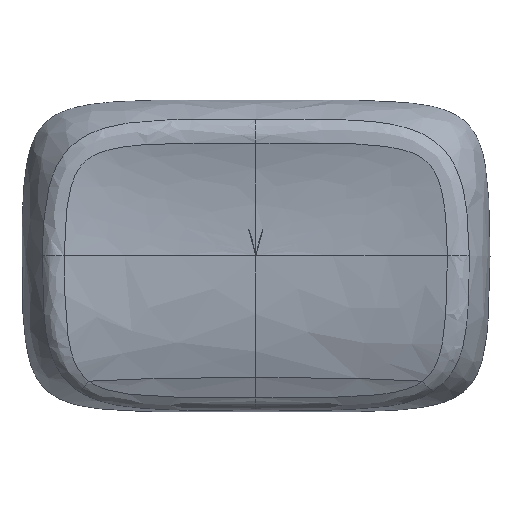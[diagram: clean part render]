
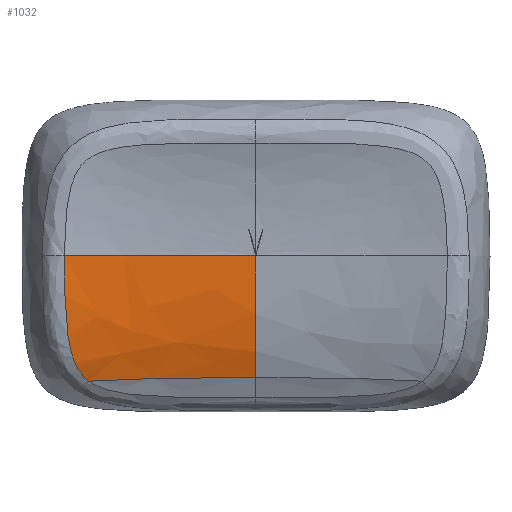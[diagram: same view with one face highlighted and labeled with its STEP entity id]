
A CAD part, top view. The second image highlights one B-rep face of the part: STEP entity #1032.
In plain terms, the highlighted free-form (B-spline) face has degree [3, 3] with [6, 5] control points.
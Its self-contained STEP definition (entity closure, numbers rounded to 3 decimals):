
#18=(
BOUNDED_CURVE()
B_SPLINE_CURVE(5,(#5195,#5196,#5197,#5198,#5199,#5200,#5201,#5202,#5203,
#5204),.UNSPECIFIED.,.F.,.F.)
B_SPLINE_CURVE_WITH_KNOTS((6,1,1,1,1,6),(0.103,0.2,0.4,0.6,
0.8,1.),.UNSPECIFIED.)
CURVE()
GEOMETRIC_REPRESENTATION_ITEM()
RATIONAL_B_SPLINE_CURVE((1.,1.,1.,1.,1.,1.,1.,1.,1.,1.))
REPRESENTATION_ITEM('')
);
#19=(
BOUNDED_CURVE()
B_SPLINE_CURVE(5,(#6136,#6137,#6138,#6139,#6140,#6141,#6142,#6143,#6144),
 .UNSPECIFIED.,.F.,.F.)
B_SPLINE_CURVE_WITH_KNOTS((6,1,1,1,6),(0.285,0.4,0.6,0.8,1.),
 .UNSPECIFIED.)
CURVE()
GEOMETRIC_REPRESENTATION_ITEM()
RATIONAL_B_SPLINE_CURVE((1.,1.,1.,1.,1.,1.,1.,1.,1.))
REPRESENTATION_ITEM('')
);
#36=B_SPLINE_SURFACE_WITH_KNOTS('',3,3,((#6145,#6146,#6147,#6148,#6149),
(#6150,#6151,#6152,#6153,#6154),(#6155,#6156,#6157,#6158,#6159),(#6160,
#6161,#6162,#6163,#6164),(#6165,#6166,#6167,#6168,#6169),(#6170,#6171,#6172,
#6173,#6174)),.UNSPECIFIED.,.F.,.F.,.F.,(4,1,1,4),(4,1,4),(0.103,
0.487,0.744,1.),(0.,0.571,
1.),.UNSPECIFIED.);
#77=B_SPLINE_CURVE_WITH_KNOTS('',3,(#4634,#4635,#4636,#4637,#4638,#4639,
#4640,#4641),.UNSPECIFIED.,.F.,.F.,(4,1,1,1,1,4),(0.,0.104,
0.209,0.313,0.522,0.73),
 .UNSPECIFIED.);
#88=B_SPLINE_CURVE_WITH_KNOTS('',3,(#5071,#5072,#5073,#5074,#5075),
 .UNSPECIFIED.,.F.,.F.,(4,1,4),(0.,0.571,1.),.UNSPECIFIED.);
#173=FACE_OUTER_BOUND('',#232,.T.);
#232=EDGE_LOOP('',(#956,#957,#958,#959));
#459=VERTEX_POINT('',#4205);
#472=VERTEX_POINT('',#4555);
#485=VERTEX_POINT('',#5059);
#486=VERTEX_POINT('',#5070);
#624=EDGE_CURVE('',#472,#459,#77,.T.);
#636=EDGE_CURVE('',#485,#486,#88,.T.);
#639=EDGE_CURVE('',#459,#485,#18,.T.);
#645=EDGE_CURVE('',#472,#486,#19,.T.);
#956=ORIENTED_EDGE('',*,*,#624,.F.);
#957=ORIENTED_EDGE('',*,*,#645,.T.);
#958=ORIENTED_EDGE('',*,*,#636,.F.);
#959=ORIENTED_EDGE('',*,*,#639,.F.);
#1032=ADVANCED_FACE('',(#173),#36,.F.);
#4205=CARTESIAN_POINT('',(-11.041,0.,5.644));
#4555=CARTESIAN_POINT('',(-9.614,-7.218,4.342));
#4634=CARTESIAN_POINT('Ctrl Pts',(-9.614,-7.218,4.342));
#4635=CARTESIAN_POINT('Ctrl Pts',(-9.878,-7.008,4.472));
#4636=CARTESIAN_POINT('Ctrl Pts',(-10.336,-6.476,4.751));
#4637=CARTESIAN_POINT('Ctrl Pts',(-10.692,-5.443,5.104));
#4638=CARTESIAN_POINT('Ctrl Pts',(-10.922,-3.984,5.429));
#4639=CARTESIAN_POINT('Ctrl Pts',(-11.017,-2.139,5.614));
#4640=CARTESIAN_POINT('Ctrl Pts',(-11.041,-0.711,5.644));
#4641=CARTESIAN_POINT('Ctrl Pts',(-11.041,0.,
5.644));
#5059=CARTESIAN_POINT('',(0.,0.,4.8));
#5070=CARTESIAN_POINT('',(0.,-7.,3.8));
#5071=CARTESIAN_POINT('Ctrl Pts',(0.,0.,
4.8));
#5072=CARTESIAN_POINT('Ctrl Pts',(0.,-2.41,
4.8));
#5073=CARTESIAN_POINT('Ctrl Pts',(0.,-4.95,
4.503));
#5074=CARTESIAN_POINT('Ctrl Pts',(0.,-6.448,
4.022));
#5075=CARTESIAN_POINT('Ctrl Pts',(0.,-7.,
3.8));
#5195=CARTESIAN_POINT('Ctrl Pts',(-11.041,0.,
5.644));
#5196=CARTESIAN_POINT('Ctrl Pts',(-10.9,0.,
5.615));
#5197=CARTESIAN_POINT('Ctrl Pts',(-10.462,0.,
5.527));
#5198=CARTESIAN_POINT('Ctrl Pts',(-9.682,0.,
5.386));
#5199=CARTESIAN_POINT('Ctrl Pts',(-8.468,0.,
5.201));
#5200=CARTESIAN_POINT('Ctrl Pts',(-6.607,0.,
4.995));
#5201=CARTESIAN_POINT('Ctrl Pts',(-4.452,0.,
4.864));
#5202=CARTESIAN_POINT('Ctrl Pts',(-2.415,0.,
4.812));
#5203=CARTESIAN_POINT('Ctrl Pts',(-0.841,0.,
4.8));
#5204=CARTESIAN_POINT('Ctrl Pts',(0.,0.,
4.8));
#6136=CARTESIAN_POINT('Ctrl Pts',(-9.614,-7.218,4.342));
#6137=CARTESIAN_POINT('Ctrl Pts',(-9.419,-7.206,4.313));
#6138=CARTESIAN_POINT('Ctrl Pts',(-8.872,-7.175,4.236));
#6139=CARTESIAN_POINT('Ctrl Pts',(-7.908,-7.127,4.115));
#6140=CARTESIAN_POINT('Ctrl Pts',(-6.378,-7.067,3.968));
#6141=CARTESIAN_POINT('Ctrl Pts',(-4.452,-7.024,3.86));
#6142=CARTESIAN_POINT('Ctrl Pts',(-2.415,-7.004,3.811));
#6143=CARTESIAN_POINT('Ctrl Pts',(-0.841,-7.,
3.8));
#6144=CARTESIAN_POINT('Ctrl Pts',(0.,-7.,
3.8));
#6145=CARTESIAN_POINT('Ctrl Pts',(-11.041,0.,
5.644));
#6146=CARTESIAN_POINT('Ctrl Pts',(-11.041,-2.447,5.644));
#6147=CARTESIAN_POINT('Ctrl Pts',(-11.041,-5.112,5.338));
#6148=CARTESIAN_POINT('Ctrl Pts',(-11.041,-6.71,4.826));
#6149=CARTESIAN_POINT('Ctrl Pts',(-11.041,-7.315,4.583));
#6150=CARTESIAN_POINT('Ctrl Pts',(-10.115,0.,
5.453));
#6151=CARTESIAN_POINT('Ctrl Pts',(-10.115,-2.439,5.453));
#6152=CARTESIAN_POINT('Ctrl Pts',(-10.115,-5.075,5.149));
#6153=CARTESIAN_POINT('Ctrl Pts',(-10.115,-6.651,4.645));
#6154=CARTESIAN_POINT('Ctrl Pts',(-10.115,-7.244,4.406));
#6155=CARTESIAN_POINT('Ctrl Pts',(-8.353,0.,
5.159));
#6156=CARTESIAN_POINT('Ctrl Pts',(-8.353,-2.426,5.159));
#6157=CARTESIAN_POINT('Ctrl Pts',(-8.353,-5.019,4.858));
#6158=CARTESIAN_POINT('Ctrl Pts',(-8.353,-6.559,4.364));
#6159=CARTESIAN_POINT('Ctrl Pts',(-8.353,-7.134,4.133));
#6160=CARTESIAN_POINT('Ctrl Pts',(-4.777,0.,
4.866));
#6161=CARTESIAN_POINT('Ctrl Pts',(-4.777,-2.413,4.866));
#6162=CARTESIAN_POINT('Ctrl Pts',(-4.777,-4.962,4.569));
#6163=CARTESIAN_POINT('Ctrl Pts',(-4.777,-6.468,4.085));
#6164=CARTESIAN_POINT('Ctrl Pts',(-4.777,-7.025,3.862));
#6165=CARTESIAN_POINT('Ctrl Pts',(-1.798,0.,
4.8));
#6166=CARTESIAN_POINT('Ctrl Pts',(-1.798,-2.41,4.8));
#6167=CARTESIAN_POINT('Ctrl Pts',(-1.798,-4.95,4.503));
#6168=CARTESIAN_POINT('Ctrl Pts',(-1.798,-6.448,4.022));
#6169=CARTESIAN_POINT('Ctrl Pts',(-1.798,-7.,3.8));
#6170=CARTESIAN_POINT('Ctrl Pts',(0.,0.,
4.8));
#6171=CARTESIAN_POINT('Ctrl Pts',(0.,-2.41,
4.8));
#6172=CARTESIAN_POINT('Ctrl Pts',(0.,-4.95,
4.503));
#6173=CARTESIAN_POINT('Ctrl Pts',(0.,-6.448,
4.022));
#6174=CARTESIAN_POINT('Ctrl Pts',(0.,-7.,
3.8));
